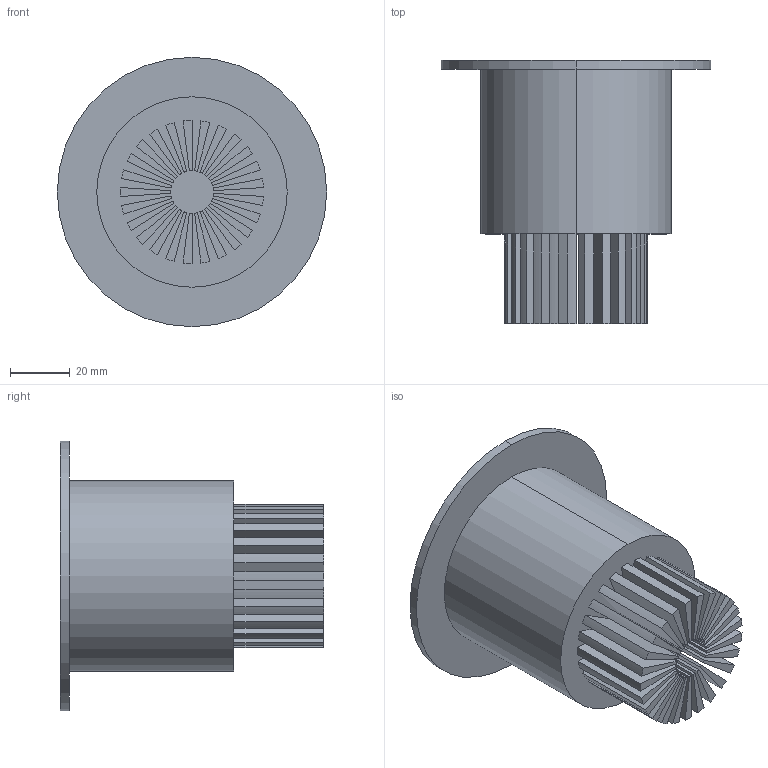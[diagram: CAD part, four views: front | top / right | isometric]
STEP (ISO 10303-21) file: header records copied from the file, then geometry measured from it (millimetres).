
FILE_DESCRIPTION (( 'STEP AP214' ), '1' );
FILE_NAME ('RAMO 07 BL D45 3000K (with driver).STEP', '2018-07-09T05:42:05', ( '' ), ( '' ), 'SwSTEP 2.0', 'SolidWorks 2013', '' );
FILE_SCHEMA (( 'AUTOMOTIVE_DESIGN' ));
Length unit declared in the file: millimetre
Products named in the file (1): RAMO 07 BL D45 3000K (with driver)
Bounding box: 90 x 88 x 90 mm (x, y, z)
Volume: 148506.5 mm3; surface area: 57488.8 mm2
Topology: 1 solids, 1 shells, 135 faces, 318 edges, 212 vertices
Faces by surface type: plane 79, cylinder 54, cone 2
Entity records: 3938 total; most frequent: DIRECTION 702, CARTESIAN_POINT 666, ORIENTED_EDGE 636, EDGE_CURVE 318, AXIS2_PLACEMENT_3D 248, VERTEX_POINT 212, LINE 206, VECTOR 206
